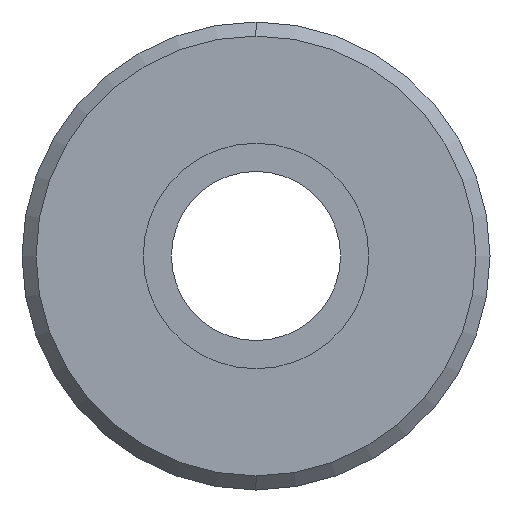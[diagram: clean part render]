
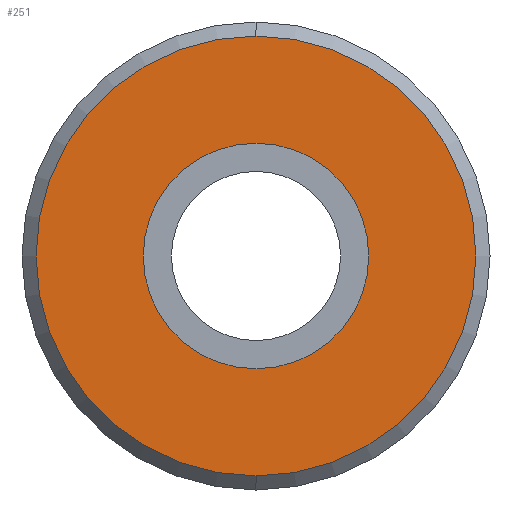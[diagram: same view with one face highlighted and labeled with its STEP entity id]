
A CAD part, left-side view. The second image highlights one B-rep face of the part: STEP entity #251.
In plain terms, the highlighted planar face has unit normal (-1, 0, 0).
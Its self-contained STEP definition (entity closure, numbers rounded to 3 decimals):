
#5 = DIRECTION ( 'NONE',  ( 0., 0., 1. ) ) ;
#6 = CARTESIAN_POINT ( 'NONE',  ( -0.097, 0., 7.8 ) ) ;
#43 = CARTESIAN_POINT ( 'NONE',  ( -0.097, 0., 4. ) ) ;
#45 = ORIENTED_EDGE ( 'NONE', *, *, #400, .T. ) ;
#56 = VERTEX_POINT ( 'NONE', #105 ) ;
#72 = CARTESIAN_POINT ( 'NONE',  ( -0.097, 8.3, 0. ) ) ;
#81 = CIRCLE ( 'NONE', #224, 7.8 ) ;
#84 = CIRCLE ( 'NONE', #418, 4. ) ;
#105 = CARTESIAN_POINT ( 'NONE',  ( -0.097, 0., -4. ) ) ;
#111 = CIRCLE ( 'NONE', #356, 4. ) ;
#133 = CARTESIAN_POINT ( 'NONE',  ( -0.097, 0., 0. ) ) ;
#134 = ORIENTED_EDGE ( 'NONE', *, *, #291, .F. ) ;
#140 = CARTESIAN_POINT ( 'NONE',  ( -0.097, 0., 0. ) ) ;
#151 = DIRECTION ( 'NONE',  ( -1., 0., 0. ) ) ;
#159 = VERTEX_POINT ( 'NONE', #271 ) ;
#170 = EDGE_CURVE ( 'NONE', #159, #298, #81, .T. ) ;
#174 = DIRECTION ( 'NONE',  ( 0., 0., -1. ) ) ;
#188 = DIRECTION ( 'NONE',  ( -1., 0., 0. ) ) ;
#200 = EDGE_LOOP ( 'NONE', ( #134, #270 ) ) ;
#209 = DIRECTION ( 'NONE',  ( -1., 0., 0. ) ) ;
#216 = DIRECTION ( 'NONE',  ( 1., 0., 0. ) ) ;
#224 = AXIS2_PLACEMENT_3D ( 'NONE', #133, #209, #174 ) ;
#251 = ADVANCED_FACE ( 'NONE', ( #324, #390 ), #402, .F. ) ;
#252 = DIRECTION ( 'NONE',  ( -1., 0., 0. ) ) ;
#254 = DIRECTION ( 'NONE',  ( 0., 0., 1. ) ) ;
#270 = ORIENTED_EDGE ( 'NONE', *, *, #352, .F. ) ;
#271 = CARTESIAN_POINT ( 'NONE',  ( -0.097, 0., -7.8 ) ) ;
#279 = DIRECTION ( 'NONE',  ( 0., 0., -1. ) ) ;
#291 = EDGE_CURVE ( 'NONE', #371, #56, #84, .T. ) ;
#298 = VERTEX_POINT ( 'NONE', #6 ) ;
#324 = FACE_OUTER_BOUND ( 'NONE', #384, .T. ) ;
#325 = ORIENTED_EDGE ( 'NONE', *, *, #170, .T. ) ;
#327 = AXIS2_PLACEMENT_3D ( 'NONE', #72, #216, #279 ) ;
#333 = CARTESIAN_POINT ( 'NONE',  ( -0.097, 0., 0. ) ) ;
#338 = AXIS2_PLACEMENT_3D ( 'NONE', #140, #188, #373 ) ;
#346 = CARTESIAN_POINT ( 'NONE',  ( -0.097, 0., 0. ) ) ;
#352 = EDGE_CURVE ( 'NONE', #56, #371, #111, .T. ) ;
#356 = AXIS2_PLACEMENT_3D ( 'NONE', #333, #252, #5 ) ;
#370 = CIRCLE ( 'NONE', #338, 7.8 ) ;
#371 = VERTEX_POINT ( 'NONE', #43 ) ;
#373 = DIRECTION ( 'NONE',  ( 0., 0., -1. ) ) ;
#384 = EDGE_LOOP ( 'NONE', ( #325, #45 ) ) ;
#390 = FACE_BOUND ( 'NONE', #200, .T. ) ;
#400 = EDGE_CURVE ( 'NONE', #298, #159, #370, .T. ) ;
#402 = PLANE ( 'NONE',  #327 ) ;
#418 = AXIS2_PLACEMENT_3D ( 'NONE', #346, #151, #254 ) ;
